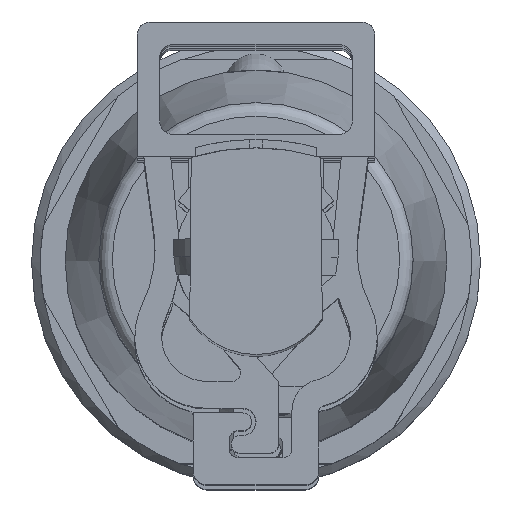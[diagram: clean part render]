
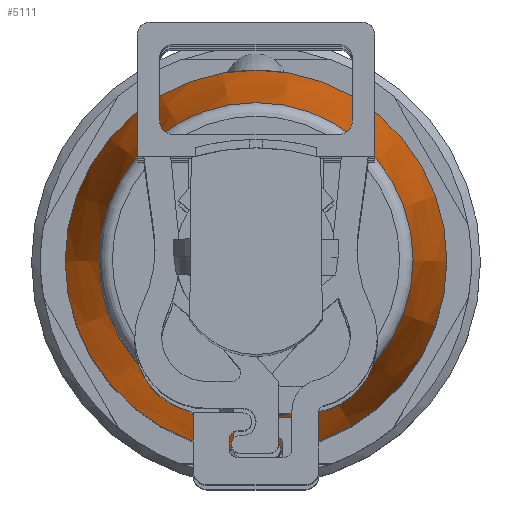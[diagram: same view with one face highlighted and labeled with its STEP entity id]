
A CAD part, top view. The second image highlights one B-rep face of the part: STEP entity #5111.
In plain terms, the highlighted conical face has half-angle 7.907 degrees and reference radius 3.5 mm.
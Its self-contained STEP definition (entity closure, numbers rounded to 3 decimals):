
#58=CONICAL_SURFACE('',#5539,3.5,0.138);
#1100=CIRCLE('',#5538,3.5);
#1101=CIRCLE('',#5540,4.25);
#2151=ORIENTED_EDGE('',*,*,#2767,.F.);
#2152=ORIENTED_EDGE('',*,*,#2766,.T.);
#2766=EDGE_CURVE('',#3158,#3158,#1100,.T.);
#2767=EDGE_CURVE('',#3159,#3159,#1101,.T.);
#3158=VERTEX_POINT('',#7948);
#3159=VERTEX_POINT('',#7951);
#3424=EDGE_LOOP('',(#2151));
#3425=EDGE_LOOP('',(#2152));
#3722=FACE_BOUND('',#3424,.T.);
#3723=FACE_BOUND('',#3425,.T.);
#5111=ADVANCED_FACE('',(#3722,#3723),#58,.T.);
#5538=AXIS2_PLACEMENT_3D('',#7947,#6702,#6703);
#5539=AXIS2_PLACEMENT_3D('',#7949,#6704,#6705);
#5540=AXIS2_PLACEMENT_3D('',#7950,#6706,#6707);
#6702=DIRECTION('',(0.,0.,-1.));
#6703=DIRECTION('',(-1.,0.,0.));
#6704=DIRECTION('',(0.,0.,-1.));
#6705=DIRECTION('',(-1.,0.,0.));
#6706=DIRECTION('',(0.,0.,-1.));
#6707=DIRECTION('',(-1.,0.,0.));
#7947=CARTESIAN_POINT('',(0.,0.,-10.5));
#7948=CARTESIAN_POINT('',(-3.5,0.,-10.5));
#7949=CARTESIAN_POINT('',(0.,0.,-10.5));
#7950=CARTESIAN_POINT('',(0.,0.,-15.9));
#7951=CARTESIAN_POINT('',(-4.25,0.,-15.9));
